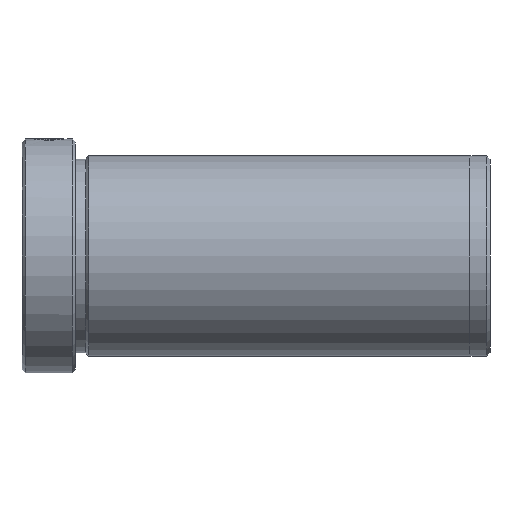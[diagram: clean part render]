
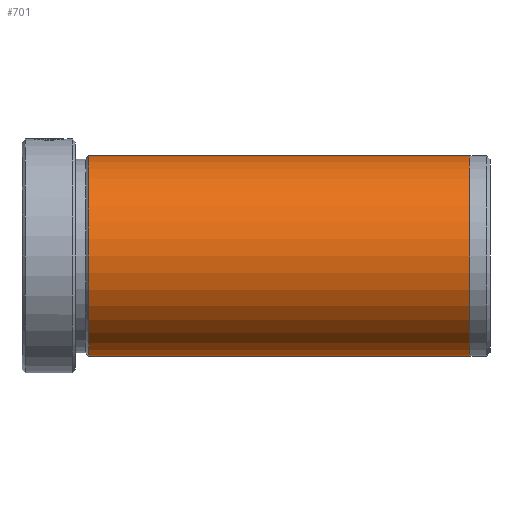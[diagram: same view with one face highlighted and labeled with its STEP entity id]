
A CAD part, left-side view. The second image highlights one B-rep face of the part: STEP entity #701.
In plain terms, the highlighted cylindrical face has radius 15 mm (diameter 30 mm), a partial arc.
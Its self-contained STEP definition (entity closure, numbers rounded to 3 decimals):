
#85 = EDGE_CURVE ( 'NONE', #1510, #1488, #770, .T. ) ;
#93 = DIRECTION ( 'NONE',  ( 0., 1., 0. ) ) ;
#107 = VECTOR ( 'NONE', #1304, 1000. ) ;
#125 = DIRECTION ( 'NONE',  ( 0., 0., -1. ) ) ;
#131 = CARTESIAN_POINT ( 'NONE',  ( 0., 0., 15. ) ) ;
#159 = LINE ( 'NONE', #343, #107 ) ;
#182 = CIRCLE ( 'NONE', #1391, 15. ) ;
#230 = DIRECTION ( 'NONE',  ( 0., 0., 1. ) ) ;
#272 = EDGE_LOOP ( 'NONE', ( #492, #1576, #306, #421 ) ) ;
#306 = ORIENTED_EDGE ( 'NONE', *, *, #85, .T. ) ;
#313 = DIRECTION ( 'NONE',  ( 0., 1., 0. ) ) ;
#343 = CARTESIAN_POINT ( 'NONE',  ( 0., 0., -15. ) ) ;
#388 = CARTESIAN_POINT ( 'NONE',  ( 0., 0., 0. ) ) ;
#421 = ORIENTED_EDGE ( 'NONE', *, *, #1050, .F. ) ;
#492 = ORIENTED_EDGE ( 'NONE', *, *, #1343, .F. ) ;
#514 = AXIS2_PLACEMENT_3D ( 'NONE', #388, #93, #230 ) ;
#533 = CARTESIAN_POINT ( 'NONE',  ( 0., -10., -15. ) ) ;
#600 = EDGE_CURVE ( 'NONE', #1510, #1217, #838, .T. ) ;
#618 = CARTESIAN_POINT ( 'NONE',  ( 0., -10., 0. ) ) ;
#701 = ADVANCED_FACE ( 'NONE', ( #1788 ), #1321, .T. ) ;
#722 = VECTOR ( 'NONE', #313, 1000. ) ;
#753 = DIRECTION ( 'NONE',  ( 0., 0., 1. ) ) ;
#770 = LINE ( 'NONE', #131, #722 ) ;
#838 = CIRCLE ( 'NONE', #1485, 15. ) ;
#846 = CARTESIAN_POINT ( 'NONE',  ( 0., -67., -15. ) ) ;
#963 = DIRECTION ( 'NONE',  ( 0., -1., 0. ) ) ;
#1050 = EDGE_CURVE ( 'NONE', #1497, #1488, #182, .T. ) ;
#1217 = VERTEX_POINT ( 'NONE', #846 ) ;
#1304 = DIRECTION ( 'NONE',  ( 0., 1., 0. ) ) ;
#1321 = CYLINDRICAL_SURFACE ( 'NONE', #514, 15. ) ;
#1343 = EDGE_CURVE ( 'NONE', #1217, #1497, #159, .T. ) ;
#1359 = CARTESIAN_POINT ( 'NONE',  ( 0., -67., 15. ) ) ;
#1391 = AXIS2_PLACEMENT_3D ( 'NONE', #618, #1598, #753 ) ;
#1482 = CARTESIAN_POINT ( 'NONE',  ( 0., -10., 15. ) ) ;
#1485 = AXIS2_PLACEMENT_3D ( 'NONE', #1810, #963, #125 ) ;
#1488 = VERTEX_POINT ( 'NONE', #1482 ) ;
#1497 = VERTEX_POINT ( 'NONE', #533 ) ;
#1510 = VERTEX_POINT ( 'NONE', #1359 ) ;
#1576 = ORIENTED_EDGE ( 'NONE', *, *, #600, .F. ) ;
#1598 = DIRECTION ( 'NONE',  ( 0., 1., 0. ) ) ;
#1788 = FACE_OUTER_BOUND ( 'NONE', #272, .T. ) ;
#1810 = CARTESIAN_POINT ( 'NONE',  ( 0., -67., 0. ) ) ;
